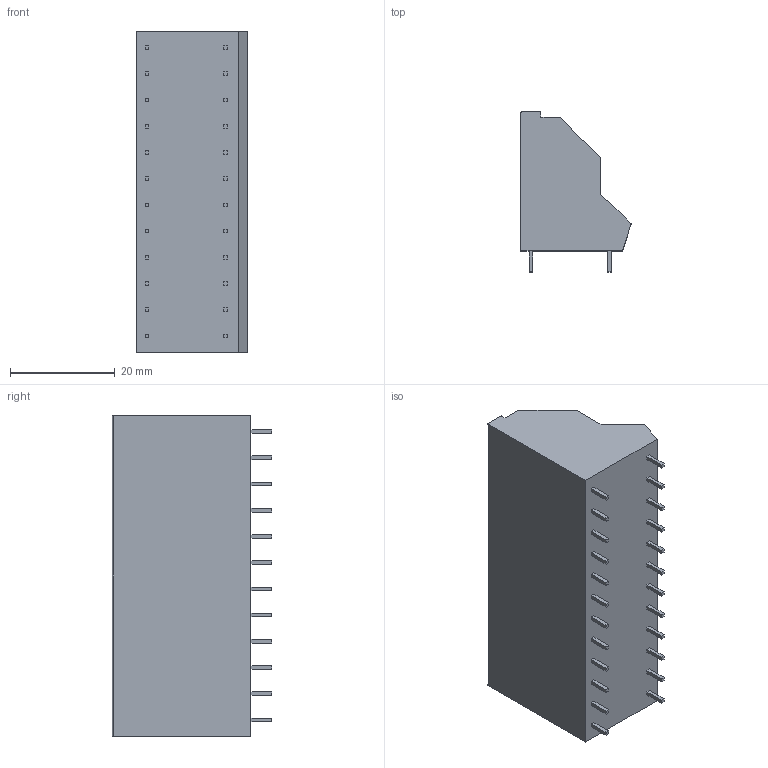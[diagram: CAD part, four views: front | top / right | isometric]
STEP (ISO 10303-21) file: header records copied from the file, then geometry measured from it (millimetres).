
FILE_DESCRIPTION(/* description */ ('STEP AP214'),/* implementation_level */ '2;1');
FILE_NAME(/* name */ '736-112',/* time_stamp */ '2024-04-02T18:54:10+02:00',/* author */ ('License CC BY-ND 4.0'),/* organization */ ('CADENAS'),/* preprocessor_version */ 'ST-DEVELOPER v19.3',/* originating_system */ 'PARTsolutions',/* authorisation */ ' ');
FILE_SCHEMA (('AUTOMOTIVE_DESIGN {1 0 10303 214 3 1 1}'));
Length unit declared in the file: millimetre
Products named in the file (1): 736-112
Bounding box: 21 x 30.5 x 61.1 mm (x, y, z)
Volume: 23149.9 mm3; surface area: 7727.7 mm2
Topology: 1 solids, 1 shells, 538 faces, 1488 edges, 976 vertices
Faces by surface type: plane 509, cone 24, cylinder 5
Entity records: 20672 total; most frequent: CARTESIAN_POINT 3291, ORIENTED_EDGE 2976, DIRECTION 2528, EDGE_CURVE 1488, LINE 1334, VECTOR 1334, VERTEX_POINT 976, AXIS2_PLACEMENT_3D 597
